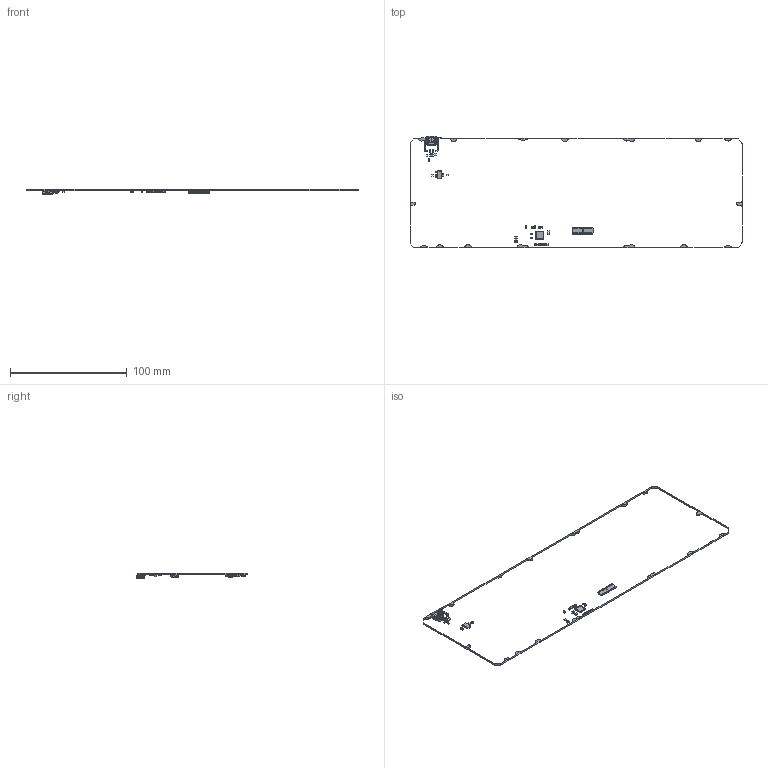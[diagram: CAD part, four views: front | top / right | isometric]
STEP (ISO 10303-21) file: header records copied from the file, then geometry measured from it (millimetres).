
FILE_DESCRIPTION(('KiCad electronic assembly'),'2;1');
FILE_NAME('63_4.step','2024-08-25T17:22:35',('Pcbnew'),('Kicad'), 'Open CASCADE STEP processor 7.7','KiCad to STEP converter','Unknown' );
FILE_SCHEMA(('AUTOMOTIVE_DESIGN { 1 0 10303 214 1 1 1 1 }'));
Length unit declared in the file: millimetre
Products named in the file (18): 63_4 1; R_0805_2012Metric; C_0805_2012Metric; SOIC-14_3.9x8.7mm_P1.27mm; SOIC_14_39x87mm_P127mm; QFN-56-1EP_7x7mm_P0.4mm_EP5.6x5.6mm; QFN-56-1EP_7x7mm_Pitch0.4mm; SOT-23-6; SOT_23_6; SOT-223; SOT_223; Fuse_0805_2012Metric; USB_C_Receptacle_GCT_USB4105-xx-A_16P_TopMnt_Horizontal; USB_C_Receptacle_16P_TopMnt_Horizontal_GCT_USB4105-xx-A; 63_4_PCB
Assembly tree (40 placements, depth 3):
  63_4 1
    R_0805_2012Metric  x8
      R_0805_2012Metric
    C_0805_2012Metric  x16
      C_0805_2012Metric
    SOIC-14_3.9x8.7mm_P1.27mm  x2
      SOIC_14_39x87mm_P127mm
    QFN-56-1EP_7x7mm_P0.4mm_EP5.6x5.6mm
      QFN-56-1EP_7x7mm_Pitch0.4mm
    SOT-23-6
      SOT_23_6
    SOT-223
      SOT_223
    Fuse_0805_2012Metric
      Fuse_0805_2012Metric
    USB_C_Receptacle_GCT_USB4105-xx-A_16P_TopMnt_Horizontal
      USB_C_Receptacle_16P_TopMnt_Horizontal_GCT_USB4105-xx-A
    63_4_PCB
Bounding box: 284.3 x 95.69 x 4.96 mm (x, y, z)
Volume: 373 mm3
Topology: 66 solids, 67 shells, 2493 faces, 6575 edges, 4242 vertices
Faces by surface type: plane 1673, cylinder 690, bspline 122, cone 8
Full cylindrical faces by diameter (mm): 0.5 x3, 0.6 x2
Entity records: 61739 total; most frequent: CARTESIAN_POINT 9300, ORIENTED_EDGE 8740, DIRECTION 8282, EDGE_CURVE 4370, LINE 3478, VECTOR 3478, VERTEX_POINT 2808, AXIS2_PLACEMENT_3D 2402
